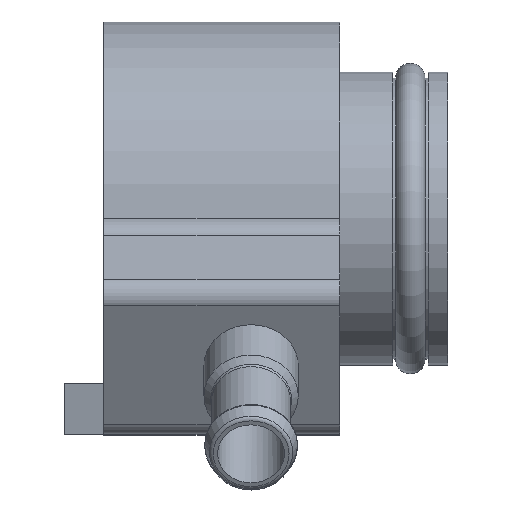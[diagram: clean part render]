
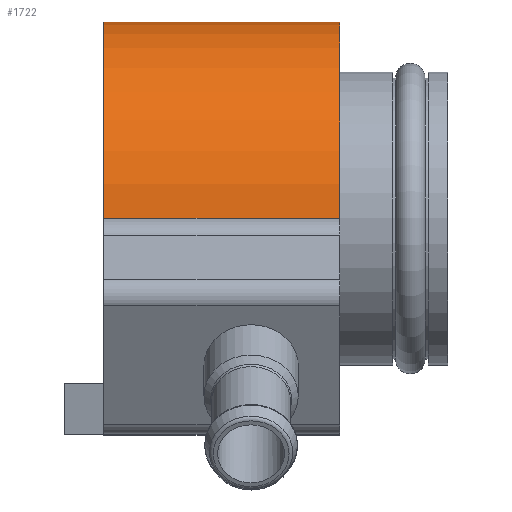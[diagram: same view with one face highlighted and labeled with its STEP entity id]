
A CAD part, top view. The second image highlights one B-rep face of the part: STEP entity #1722.
In plain terms, the highlighted cylindrical face has radius 10 mm (diameter 20 mm), a partial arc.
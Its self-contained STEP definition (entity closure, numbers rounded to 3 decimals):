
#120=LINE('',#2516,#218);
#121=LINE('',#2518,#219);
#218=VECTOR('',#2110,1000.);
#219=VECTOR('',#2113,1000.);
#479=ORIENTED_EDGE('',*,*,#617,.F.);
#480=ORIENTED_EDGE('',*,*,#699,.F.);
#481=ORIENTED_EDGE('',*,*,#653,.T.);
#482=ORIENTED_EDGE('',*,*,#700,.T.);
#617=EDGE_CURVE('',#772,#773,#863,.T.);
#653=EDGE_CURVE('',#806,#805,#875,.T.);
#699=EDGE_CURVE('',#806,#772,#120,.T.);
#700=EDGE_CURVE('',#805,#773,#121,.T.);
#772=VERTEX_POINT('',#2353);
#773=VERTEX_POINT('',#2355);
#805=VERTEX_POINT('',#2423);
#806=VERTEX_POINT('',#2425);
#863=CIRCLE('',#1780,10.);
#875=CIRCLE('',#1793,10.);
#951=EDGE_LOOP('',(#479,#480,#481,#482));
#1065=FACE_BOUND('',#951,.T.);
#1149=CYLINDRICAL_SURFACE('',#1830,10.);
#1722=ADVANCED_FACE('',(#1065),#1149,.T.);
#1780=AXIS2_PLACEMENT_3D('',#2354,#1948,#1949);
#1793=AXIS2_PLACEMENT_3D('',#2424,#1998,#1999);
#1830=AXIS2_PLACEMENT_3D('',#2517,#2111,#2112);
#1948=DIRECTION('',(1.,0.,0.));
#1949=DIRECTION('',(0.,0.,-1.));
#1998=DIRECTION('',(1.,0.,0.));
#1999=DIRECTION('',(0.,0.,-1.));
#2110=DIRECTION('',(1.,0.,0.));
#2111=DIRECTION('',(1.,0.,0.));
#2112=DIRECTION('',(0.,0.,-1.));
#2113=DIRECTION('',(1.,0.,0.));
#2353=CARTESIAN_POINT('',(0.,11.,-10.));
#2354=CARTESIAN_POINT('',(0.,11.,0.));
#2355=CARTESIAN_POINT('',(0.,11.,10.));
#2423=CARTESIAN_POINT('',(-12.,11.,10.));
#2424=CARTESIAN_POINT('',(-12.,11.,0.));
#2425=CARTESIAN_POINT('',(-12.,11.,-10.));
#2516=CARTESIAN_POINT('',(-12.,11.,-10.));
#2517=CARTESIAN_POINT('',(-12.,11.,0.));
#2518=CARTESIAN_POINT('',(-12.,11.,10.));
